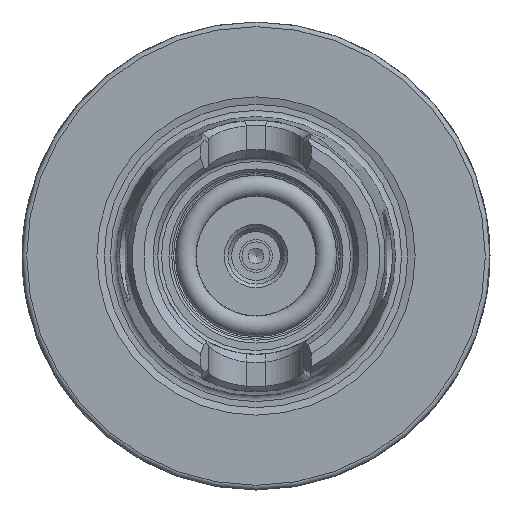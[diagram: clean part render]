
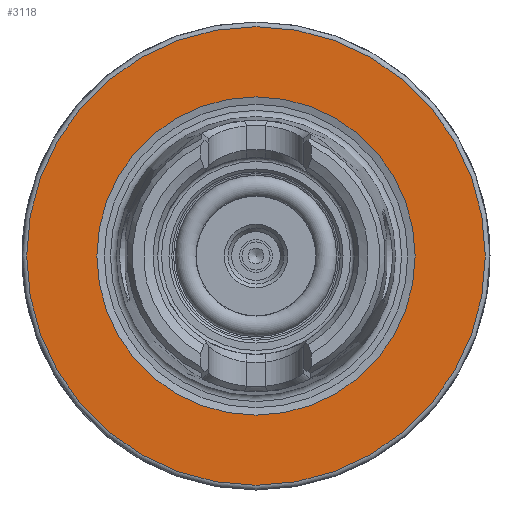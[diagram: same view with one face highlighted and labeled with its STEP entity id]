
A CAD part, left-side view. The second image highlights one B-rep face of the part: STEP entity #3118.
In plain terms, the highlighted planar face has unit normal (-1, 0, 0).
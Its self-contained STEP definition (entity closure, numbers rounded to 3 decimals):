
#3087=CARTESIAN_POINT('',(0.0,24.5,0.0));
#3088=VERTEX_POINT('',#3087);
#3089=CARTESIAN_POINT('',(0.0,0.0,0.0));
#3090=DIRECTION('',(1.0,0.0,0.0));
#3091=DIRECTION('',(0.0,1.0,0.0));
#3092=AXIS2_PLACEMENT_3D('',#3089,#3090,#3091);
#3093=CIRCLE('',#3092,24.5);
#3094=EDGE_CURVE('',#3088,#3088,#3093,.T.);
#3099=CARTESIAN_POINT('',(0.0,20.75,0.0));
#3100=DIRECTION('',(-1.0,0.0,0.0));
#3101=DIRECTION('',(0.0,0.0,1.0));
#3102=AXIS2_PLACEMENT_3D('',#3099,#3100,#3101);
#3103=PLANE('',#3102);
#3104=ORIENTED_EDGE('',*,*,#3094,.F.);
#3105=EDGE_LOOP('',(#3104));
#3106=FACE_OUTER_BOUND('',#3105,.T.);
#3107=CARTESIAN_POINT('',(0.0,17.,0.0));
#3108=VERTEX_POINT('',#3107);
#3109=CARTESIAN_POINT('',(0.0,0.0,0.0));
#3110=DIRECTION('',(1.0,0.0,0.0));
#3111=DIRECTION('',(0.0,1.0,0.0));
#3112=AXIS2_PLACEMENT_3D('',#3109,#3110,#3111);
#3113=CIRCLE('',#3112,17.);
#3114=EDGE_CURVE('',#3108,#3108,#3113,.T.);
#3115=ORIENTED_EDGE('',*,*,#3114,.T.);
#3116=EDGE_LOOP('',(#3115));
#3117=FACE_BOUND('',#3116,.T.);
#3118=ADVANCED_FACE('',(#3106,#3117),#3103,.T.);
